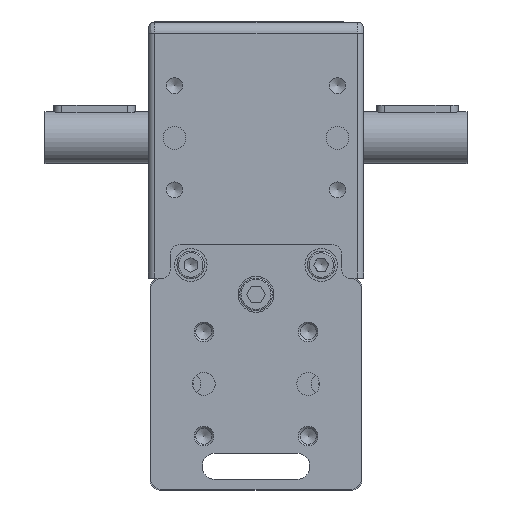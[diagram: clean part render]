
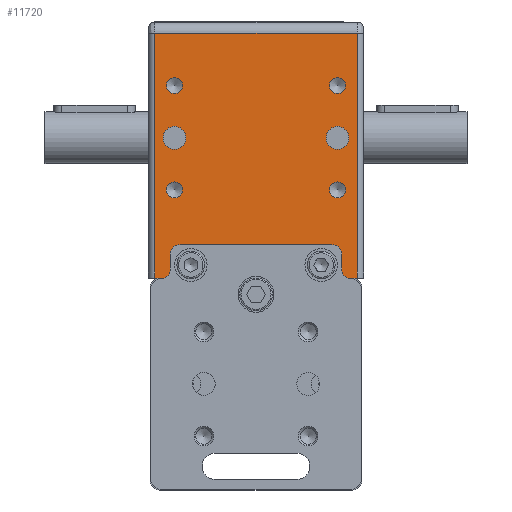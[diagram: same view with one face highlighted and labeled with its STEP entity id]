
A CAD part, front view. The second image highlights one B-rep face of the part: STEP entity #11720.
In plain terms, the highlighted face is planar.
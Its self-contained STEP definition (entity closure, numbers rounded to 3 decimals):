
#11336=CARTESIAN_POINT('',(-3.615,57.268,1140.));
#11337=VERTEX_POINT('',#11336);
#11344=CARTESIAN_POINT('',(-3.615,54.268,1140.));
#11345=VERTEX_POINT('',#11344);
#11346=CARTESIAN_POINT('',(-3.615,54.268,1140.));
#11347=DIRECTION('',(0.0,1.0,0.0));
#11348=VECTOR('',#11347,3.0);
#11349=LINE('',#11346,#11348);
#11350=EDGE_CURVE('',#11345,#11337,#11349,.T.);
#11374=CARTESIAN_POINT('',(11.385,57.268,1140.));
#11375=VERTEX_POINT('',#11374);
#11382=CARTESIAN_POINT('',(-3.615,57.268,1140.));
#11383=DIRECTION('',(1.0,0.0,0.0));
#11384=VECTOR('',#11383,15.0);
#11385=LINE('',#11382,#11384);
#11386=EDGE_CURVE('',#11337,#11375,#11385,.T.);
#11405=CARTESIAN_POINT('',(11.385,54.268,1140.));
#11406=VERTEX_POINT('',#11405);
#11413=CARTESIAN_POINT('',(11.385,57.268,1140.));
#11414=DIRECTION('',(0.0,-1.0,0.0));
#11415=VECTOR('',#11414,3.0);
#11416=LINE('',#11413,#11415);
#11417=EDGE_CURVE('',#11375,#11406,#11416,.T.);
#11446=CARTESIAN_POINT('',(-12.615,54.268,1140.));
#11447=VERTEX_POINT('',#11446);
#11454=CARTESIAN_POINT('',(-12.615,51.568,1140.));
#11455=VERTEX_POINT('',#11454);
#11456=CARTESIAN_POINT('',(-12.615,51.568,1140.));
#11457=DIRECTION('',(0.0,1.0,0.0));
#11458=VECTOR('',#11457,2.7);
#11459=LINE('',#11456,#11458);
#11460=EDGE_CURVE('',#11455,#11447,#11459,.T.);
#11477=CARTESIAN_POINT('',(20.385,51.568,1140.));
#11478=VERTEX_POINT('',#11477);
#11485=CARTESIAN_POINT('',(20.385,54.268,1140.));
#11486=VERTEX_POINT('',#11485);
#11487=CARTESIAN_POINT('',(20.385,54.268,1140.));
#11488=DIRECTION('',(0.0,-1.0,0.0));
#11489=VECTOR('',#11488,2.7);
#11490=LINE('',#11487,#11489);
#11491=EDGE_CURVE('',#11486,#11478,#11490,.T.);
#11509=CARTESIAN_POINT('',(11.385,54.268,1140.));
#11510=DIRECTION('',(1.0,0.0,0.0));
#11511=VECTOR('',#11510,9.);
#11512=LINE('',#11509,#11511);
#11513=EDGE_CURVE('',#11406,#11486,#11512,.T.);
#11518=CARTESIAN_POINT('',(-12.615,54.268,1140.));
#11519=DIRECTION('',(1.0,0.0,0.0));
#11520=VECTOR('',#11519,9.0);
#11521=LINE('',#11518,#11520);
#11522=EDGE_CURVE('',#11447,#11345,#11521,.T.);
#11556=CARTESIAN_POINT('',(34.885,51.568,1140.));
#11557=VERTEX_POINT('',#11556);
#11565=CARTESIAN_POINT('',(20.385,51.568,1140.));
#11566=DIRECTION('',(1.0,0.0,0.0));
#11567=VECTOR('',#11566,14.5);
#11568=LINE('',#11565,#11567);
#11569=EDGE_CURVE('',#11478,#11557,#11568,.T.);
#11580=CARTESIAN_POINT('',(-27.115,51.568,1140.));
#11581=VERTEX_POINT('',#11580);
#11582=CARTESIAN_POINT('',(-27.115,51.568,1140.));
#11583=DIRECTION('',(1.0,0.0,0.0));
#11584=VECTOR('',#11583,14.5);
#11585=LINE('',#11582,#11584);
#11586=EDGE_CURVE('',#11581,#11455,#11585,.T.);
#11616=CARTESIAN_POINT('',(36.885,51.568,1140.));
#11617=DIRECTION('',(0.0,0.0,1.0));
#11618=DIRECTION('',(1.0,0.0,0.0));
#11619=AXIS2_PLACEMENT_3D('',#11616,#11617,#11618);
#11620=PLANE('',#11619);
#11621=ORIENTED_EDGE('',*,*,#11417,.T.);
#11622=ORIENTED_EDGE('',*,*,#11513,.T.);
#11623=ORIENTED_EDGE('',*,*,#11491,.T.);
#11624=ORIENTED_EDGE('',*,*,#11569,.T.);
#11625=CARTESIAN_POINT('',(34.885,126.568,1140.));
#11626=VERTEX_POINT('',#11625);
#11627=CARTESIAN_POINT('',(34.885,126.568,1140.));
#11628=DIRECTION('',(0.0,-1.0,0.0));
#11629=VECTOR('',#11628,75.);
#11630=LINE('',#11627,#11629);
#11631=EDGE_CURVE('',#11626,#11557,#11630,.T.);
#11632=ORIENTED_EDGE('',*,*,#11631,.F.);
#11633=CARTESIAN_POINT('',(-27.115,126.568,1140.));
#11634=VERTEX_POINT('',#11633);
#11635=CARTESIAN_POINT('',(-27.115,126.568,1140.));
#11636=DIRECTION('',(1.0,0.0,0.0));
#11637=VECTOR('',#11636,62.);
#11638=LINE('',#11635,#11637);
#11639=EDGE_CURVE('',#11634,#11626,#11638,.T.);
#11640=ORIENTED_EDGE('',*,*,#11639,.F.);
#11641=CARTESIAN_POINT('',(-27.115,51.568,1140.));
#11642=DIRECTION('',(0.0,1.0,0.0));
#11643=VECTOR('',#11642,75.);
#11644=LINE('',#11641,#11643);
#11645=EDGE_CURVE('',#11581,#11634,#11644,.T.);
#11646=ORIENTED_EDGE('',*,*,#11645,.F.);
#11647=ORIENTED_EDGE('',*,*,#11586,.T.);
#11648=ORIENTED_EDGE('',*,*,#11460,.T.);
#11649=ORIENTED_EDGE('',*,*,#11522,.T.);
#11650=ORIENTED_EDGE('',*,*,#11350,.T.);
#11651=ORIENTED_EDGE('',*,*,#11386,.T.);
#11652=EDGE_LOOP('',(#11621,#11622,#11623,#11624,#11632,#11640,#11646,#11647,#11648,#11649,#11650,#11651));
#11653=FACE_OUTER_BOUND('',#11652,.T.);
#11654=CARTESIAN_POINT('',(-23.573,110.568,1140.));
#11655=VERTEX_POINT('',#11654);
#11656=CARTESIAN_POINT('',(-21.115,110.568,1140.));
#11657=DIRECTION('',(0.0,0.0,-1.0));
#11658=DIRECTION('',(-1.0,0.0,0.0));
#11659=AXIS2_PLACEMENT_3D('',#11656,#11657,#11658);
#11660=CIRCLE('',#11659,2.459);
#11661=EDGE_CURVE('',#11655,#11655,#11660,.T.);
#11662=ORIENTED_EDGE('',*,*,#11661,.T.);
#11663=EDGE_LOOP('',(#11662));
#11664=FACE_BOUND('',#11663,.T.);
#11665=CARTESIAN_POINT('',(31.344,110.568,1140.));
#11666=VERTEX_POINT('',#11665);
#11667=CARTESIAN_POINT('',(28.885,110.568,1140.));
#11668=DIRECTION('',(0.0,0.0,-1.0));
#11669=DIRECTION('',(1.0,0.0,0.0));
#11670=AXIS2_PLACEMENT_3D('',#11667,#11668,#11669);
#11671=CIRCLE('',#11670,2.459);
#11672=EDGE_CURVE('',#11666,#11666,#11671,.T.);
#11673=ORIENTED_EDGE('',*,*,#11672,.T.);
#11674=EDGE_LOOP('',(#11673));
#11675=FACE_BOUND('',#11674,.T.);
#11676=CARTESIAN_POINT('',(-24.615,94.568,1140.));
#11677=VERTEX_POINT('',#11676);
#11678=CARTESIAN_POINT('',(-21.115,94.568,1140.));
#11679=DIRECTION('',(0.0,0.0,-1.0));
#11680=DIRECTION('',(1.0,0.0,0.0));
#11681=AXIS2_PLACEMENT_3D('',#11678,#11679,#11680);
#11682=CIRCLE('',#11681,3.5);
#11683=EDGE_CURVE('',#11677,#11677,#11682,.T.);
#11684=ORIENTED_EDGE('',*,*,#11683,.T.);
#11685=EDGE_LOOP('',(#11684));
#11686=FACE_BOUND('',#11685,.T.);
#11687=CARTESIAN_POINT('',(-23.573,78.568,1140.));
#11688=VERTEX_POINT('',#11687);
#11689=CARTESIAN_POINT('',(-21.115,78.568,1140.));
#11690=DIRECTION('',(0.0,0.0,-1.0));
#11691=DIRECTION('',(-1.0,0.0,0.0));
#11692=AXIS2_PLACEMENT_3D('',#11689,#11690,#11691);
#11693=CIRCLE('',#11692,2.459);
#11694=EDGE_CURVE('',#11688,#11688,#11693,.T.);
#11695=ORIENTED_EDGE('',*,*,#11694,.T.);
#11696=EDGE_LOOP('',(#11695));
#11697=FACE_BOUND('',#11696,.T.);
#11698=CARTESIAN_POINT('',(31.344,78.568,1140.));
#11699=VERTEX_POINT('',#11698);
#11700=CARTESIAN_POINT('',(28.885,78.568,1140.));
#11701=DIRECTION('',(0.0,0.0,-1.0));
#11702=DIRECTION('',(1.0,0.0,0.0));
#11703=AXIS2_PLACEMENT_3D('',#11700,#11701,#11702);
#11704=CIRCLE('',#11703,2.459);
#11705=EDGE_CURVE('',#11699,#11699,#11704,.T.);
#11706=ORIENTED_EDGE('',*,*,#11705,.T.);
#11707=EDGE_LOOP('',(#11706));
#11708=FACE_BOUND('',#11707,.T.);
#11709=CARTESIAN_POINT('',(32.385,94.568,1140.));
#11710=VERTEX_POINT('',#11709);
#11711=CARTESIAN_POINT('',(28.885,94.568,1140.));
#11712=DIRECTION('',(0.0,0.0,-1.0));
#11713=DIRECTION('',(-1.0,0.0,0.0));
#11714=AXIS2_PLACEMENT_3D('',#11711,#11712,#11713);
#11715=CIRCLE('',#11714,3.5);
#11716=EDGE_CURVE('',#11710,#11710,#11715,.T.);
#11717=ORIENTED_EDGE('',*,*,#11716,.T.);
#11718=EDGE_LOOP('',(#11717));
#11719=FACE_BOUND('',#11718,.T.);
#11720=ADVANCED_FACE('',(#11653,#11664,#11675,#11686,#11697,#11708,#11719),#11620,.T.);
